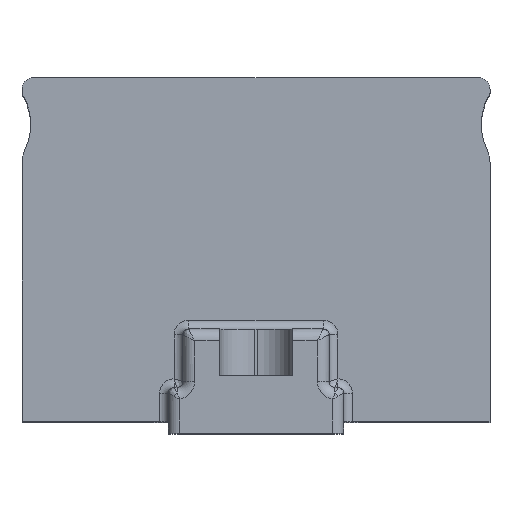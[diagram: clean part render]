
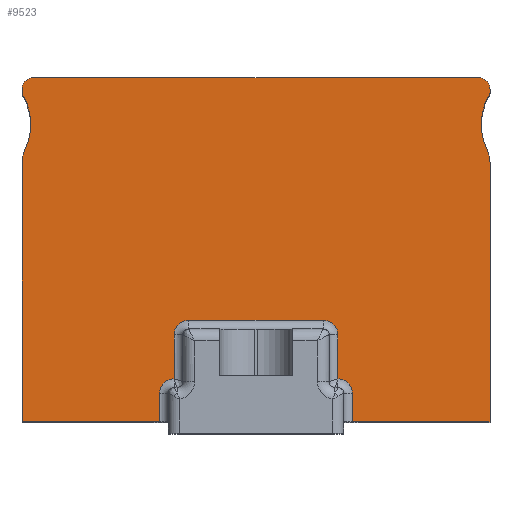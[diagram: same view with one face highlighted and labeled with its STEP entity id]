
A CAD part, top view. The second image highlights one B-rep face of the part: STEP entity #9523.
In plain terms, the highlighted planar face has unit normal (0, 0, 1).
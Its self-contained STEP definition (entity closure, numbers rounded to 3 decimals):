
#1814=CARTESIAN_POINT('',(-48.5,52.8,110.));
#1815=DIRECTION('',(0.,0.,-1.));
#1816=DIRECTION('',(0.857,0.515,0.));
#1817=AXIS2_PLACEMENT_3D('',#1814,#1815,#1816);
#1819=CARTESIAN_POINT('',(-39.5,58.208,110.));
#1820=DIRECTION('',(0.,0.,-1.));
#1821=DIRECTION('',(-0.857,-0.515,0.));
#1822=AXIS2_PLACEMENT_3D('',#1819,#1820,#1821);
#1824=DIRECTION('',(0.,1.,0.));
#1825=VECTOR('',#1824,0.592);
#1826=CARTESIAN_POINT('',(-40.,58.208,110.));
#1827=LINE('',#1826,#1825);
#1828=CARTESIAN_POINT('',(-38.,58.8,110.));
#1829=DIRECTION('',(0.,0.,-1.));
#1830=DIRECTION('',(-1.,0.,0.));
#1831=AXIS2_PLACEMENT_3D('',#1828,#1829,#1830);
#1833=DIRECTION('',(1.,0.,0.));
#1834=VECTOR('',#1833,76.);
#1835=CARTESIAN_POINT('',(-38.,60.8,110.));
#1836=LINE('',#1835,#1834);
#1837=CARTESIAN_POINT('',(38.,58.8,110.));
#1838=DIRECTION('',(0.,0.,-1.));
#1839=DIRECTION('',(0.,1.,0.));
#1840=AXIS2_PLACEMENT_3D('',#1837,#1838,#1839);
#1842=DIRECTION('',(0.,-1.,0.));
#1843=VECTOR('',#1842,0.592);
#1844=CARTESIAN_POINT('',(40.,58.8,110.));
#1845=LINE('',#1844,#1843);
#1846=CARTESIAN_POINT('',(39.5,58.208,110.));
#1847=DIRECTION('',(0.,0.,1.));
#1848=DIRECTION('',(0.857,-0.515,0.));
#1849=AXIS2_PLACEMENT_3D('',#1846,#1847,#1848);
#1851=CARTESIAN_POINT('',(48.5,52.8,110.));
#1852=DIRECTION('',(0.,0.,1.));
#1853=DIRECTION('',(-0.857,0.515,0.));
#1854=AXIS2_PLACEMENT_3D('',#1851,#1852,#1853);
#1856=CARTESIAN_POINT('',(35.,46.262,110.));
#1857=DIRECTION('',(0.,0.,1.));
#1858=DIRECTION('',(1.,0.,0.));
#1859=AXIS2_PLACEMENT_3D('',#1856,#1857,#1858);
#1861=DIRECTION('',(0.,-1.,0.));
#1862=VECTOR('',#1861,44.262);
#1863=CARTESIAN_POINT('',(40.,46.262,110.));
#1864=LINE('',#1863,#1862);
#1865=DIRECTION('',(-1.,0.,0.));
#1866=VECTOR('',#1865,23.5);
#1867=CARTESIAN_POINT('',(40.,2.,110.));
#1868=LINE('',#1867,#1866);
#1869=DIRECTION('',(0.,1.,0.));
#1870=VECTOR('',#1869,4.8);
#1871=CARTESIAN_POINT('',(16.5,2.,110.));
#1872=LINE('',#1871,#1870);
#1873=CARTESIAN_POINT('',(14.,6.8,110.));
#1874=DIRECTION('',(0.,0.,1.));
#1875=DIRECTION('',(1.,0.,0.));
#1876=AXIS2_PLACEMENT_3D('',#1873,#1874,#1875);
#1878=DIRECTION('',(0.,1.,0.));
#1879=VECTOR('',#1878,7.5);
#1880=CARTESIAN_POINT('',(14.,9.3,110.));
#1881=LINE('',#1880,#1879);
#1882=CARTESIAN_POINT('',(11.5,16.8,110.));
#1883=DIRECTION('',(0.,0.,1.));
#1884=DIRECTION('',(1.,0.,0.));
#1885=AXIS2_PLACEMENT_3D('',#1882,#1883,#1884);
#1887=DIRECTION('',(-1.,0.,0.));
#1888=VECTOR('',#1887,23.);
#1889=CARTESIAN_POINT('',(11.5,19.3,110.));
#1890=LINE('',#1889,#1888);
#1891=CARTESIAN_POINT('',(-11.5,16.8,110.));
#1892=DIRECTION('',(0.,0.,1.));
#1893=DIRECTION('',(0.,1.,0.));
#1894=AXIS2_PLACEMENT_3D('',#1891,#1892,#1893);
#1896=DIRECTION('',(0.,-1.,0.));
#1897=VECTOR('',#1896,7.5);
#1898=CARTESIAN_POINT('',(-14.,16.8,110.));
#1899=LINE('',#1898,#1897);
#1900=CARTESIAN_POINT('',(-14.,6.8,110.));
#1901=DIRECTION('',(0.,0.,1.));
#1902=DIRECTION('',(0.,1.,0.));
#1903=AXIS2_PLACEMENT_3D('',#1900,#1901,#1902);
#1905=DIRECTION('',(0.,-1.,0.));
#1906=VECTOR('',#1905,4.8);
#1907=CARTESIAN_POINT('',(-16.5,6.8,110.));
#1908=LINE('',#1907,#1906);
#1909=DIRECTION('',(-1.,0.,0.));
#1910=VECTOR('',#1909,23.5);
#1911=CARTESIAN_POINT('',(-16.5,2.,110.));
#1912=LINE('',#1911,#1910);
#1913=DIRECTION('',(0.,1.,0.));
#1914=VECTOR('',#1913,44.262);
#1915=CARTESIAN_POINT('',(-40.,2.,110.));
#1916=LINE('',#1915,#1914);
#1917=CARTESIAN_POINT('',(-35.,46.262,110.));
#1918=DIRECTION('',(0.,0.,-1.));
#1919=DIRECTION('',(-1.,0.,0.));
#1920=AXIS2_PLACEMENT_3D('',#1917,#1918,#1919);
#6320=CARTESIAN_POINT('',(-38.,60.8,110.));
#6321=CARTESIAN_POINT('',(38.,60.8,110.));
#6322=VERTEX_POINT('',#6320);
#6323=VERTEX_POINT('',#6321);
#6328=CARTESIAN_POINT('',(40.,2.,110.));
#6330=VERTEX_POINT('',#6328);
#6332=CARTESIAN_POINT('',(-40.,2.,110.));
#6334=VERTEX_POINT('',#6332);
#6384=CARTESIAN_POINT('',(-40.,58.8,110.));
#6385=VERTEX_POINT('',#6384);
#6386=CARTESIAN_POINT('',(40.,58.8,110.));
#6387=VERTEX_POINT('',#6386);
#6609=CARTESIAN_POINT('',(16.5,2.,110.));
#6610=CARTESIAN_POINT('',(16.5,6.8,110.));
#6611=VERTEX_POINT('',#6609);
#6612=VERTEX_POINT('',#6610);
#6613=CARTESIAN_POINT('',(14.,9.3,110.));
#6614=VERTEX_POINT('',#6613);
#6619=CARTESIAN_POINT('',(-14.,16.8,110.));
#6620=CARTESIAN_POINT('',(-14.,9.3,110.));
#6621=VERTEX_POINT('',#6619);
#6622=VERTEX_POINT('',#6620);
#6627=CARTESIAN_POINT('',(-11.5,19.3,110.));
#6628=VERTEX_POINT('',#6627);
#6631=CARTESIAN_POINT('',(11.5,19.3,110.));
#6632=VERTEX_POINT('',#6631);
#6635=CARTESIAN_POINT('',(14.,16.8,110.));
#6636=VERTEX_POINT('',#6635);
#6640=CARTESIAN_POINT('',(-16.5,6.8,110.));
#6641=CARTESIAN_POINT('',(-16.5,2.,110.));
#6642=VERTEX_POINT('',#6640);
#6643=VERTEX_POINT('',#6641);
#6651=CARTESIAN_POINT('',(39.929,57.951,110.));
#6652=CARTESIAN_POINT('',(39.5,48.441,110.));
#6653=VERTEX_POINT('',#6651);
#6654=VERTEX_POINT('',#6652);
#6679=CARTESIAN_POINT('',(40.,58.208,110.));
#6680=VERTEX_POINT('',#6679);
#6681=CARTESIAN_POINT('',(40.,46.262,110.));
#6682=VERTEX_POINT('',#6681);
#6719=CARTESIAN_POINT('',(-39.929,57.951,110.));
#6720=CARTESIAN_POINT('',(-39.5,48.441,110.));
#6721=VERTEX_POINT('',#6719);
#6722=VERTEX_POINT('',#6720);
#6747=CARTESIAN_POINT('',(-40.,46.262,110.));
#6748=VERTEX_POINT('',#6747);
#6749=CARTESIAN_POINT('',(-40.,58.208,110.));
#6750=VERTEX_POINT('',#6749);
#9471=CARTESIAN_POINT('',(0.,0.,110.));
#9472=DIRECTION('',(0.,0.,1.));
#9473=DIRECTION('',(1.,0.,0.));
#9474=AXIS2_PLACEMENT_3D('',#9471,#9472,#9473);
#9475=PLANE('',#9474);
#9477=ORIENTED_EDGE('',*,*,#9476,.F.);
#9479=ORIENTED_EDGE('',*,*,#9478,.T.);
#9481=ORIENTED_EDGE('',*,*,#9480,.T.);
#9483=ORIENTED_EDGE('',*,*,#9482,.T.);
#9485=ORIENTED_EDGE('',*,*,#9484,.T.);
#9487=ORIENTED_EDGE('',*,*,#9486,.T.);
#9489=ORIENTED_EDGE('',*,*,#9488,.T.);
#9491=ORIENTED_EDGE('',*,*,#9490,.F.);
#9493=ORIENTED_EDGE('',*,*,#9492,.T.);
#9495=ORIENTED_EDGE('',*,*,#9494,.F.);
#9497=ORIENTED_EDGE('',*,*,#9496,.T.);
#9498=ORIENTED_EDGE('',*,*,#9364,.T.);
#9500=ORIENTED_EDGE('',*,*,#9499,.T.);
#9502=ORIENTED_EDGE('',*,*,#9501,.T.);
#9504=ORIENTED_EDGE('',*,*,#9503,.T.);
#9506=ORIENTED_EDGE('',*,*,#9505,.T.);
#9508=ORIENTED_EDGE('',*,*,#9507,.T.);
#9510=ORIENTED_EDGE('',*,*,#9509,.T.);
#9512=ORIENTED_EDGE('',*,*,#9511,.T.);
#9514=ORIENTED_EDGE('',*,*,#9513,.T.);
#9516=ORIENTED_EDGE('',*,*,#9515,.T.);
#9517=ORIENTED_EDGE('',*,*,#9450,.T.);
#9518=ORIENTED_EDGE('',*,*,#9462,.T.);
#9520=ORIENTED_EDGE('',*,*,#9519,.T.);
#9521=EDGE_LOOP('',(#9477,#9479,#9481,#9483,#9485,#9487,#9489,#9491,#9493,#9495,
#9497,#9498,#9500,#9502,#9504,#9506,#9508,#9510,#9512,#9514,#9516,#9517,#9518,
#9520));
#9522=FACE_OUTER_BOUND('',#9521,.F.);
#9523=ADVANCED_FACE('',(#9522),#9475,.T.);
#1818=CIRCLE('',#1817,10.);
#1823=CIRCLE('',#1822,0.5);
#1832=CIRCLE('',#1831,2.);
#1841=CIRCLE('',#1840,2.);
#1850=CIRCLE('',#1849,0.5);
#1855=CIRCLE('',#1854,10.);
#1860=CIRCLE('',#1859,5.);
#1877=CIRCLE('',#1876,2.5);
#1886=CIRCLE('',#1885,2.5);
#1895=CIRCLE('',#1894,2.5);
#1904=CIRCLE('',#1903,2.5);
#1921=CIRCLE('',#1920,5.);
#9364=EDGE_CURVE('',#6330,#6611,#1868,.T.);
#9450=EDGE_CURVE('',#6643,#6334,#1912,.T.);
#9462=EDGE_CURVE('',#6334,#6748,#1916,.T.);
#9476=EDGE_CURVE('',#6721,#6722,#1818,.T.);
#9478=EDGE_CURVE('',#6721,#6750,#1823,.T.);
#9480=EDGE_CURVE('',#6750,#6385,#1827,.T.);
#9482=EDGE_CURVE('',#6385,#6322,#1832,.T.);
#9484=EDGE_CURVE('',#6322,#6323,#1836,.T.);
#9486=EDGE_CURVE('',#6323,#6387,#1841,.T.);
#9488=EDGE_CURVE('',#6387,#6680,#1845,.T.);
#9490=EDGE_CURVE('',#6653,#6680,#1850,.T.);
#9492=EDGE_CURVE('',#6653,#6654,#1855,.T.);
#9494=EDGE_CURVE('',#6682,#6654,#1860,.T.);
#9496=EDGE_CURVE('',#6682,#6330,#1864,.T.);
#9499=EDGE_CURVE('',#6611,#6612,#1872,.T.);
#9501=EDGE_CURVE('',#6612,#6614,#1877,.T.);
#9503=EDGE_CURVE('',#6614,#6636,#1881,.T.);
#9505=EDGE_CURVE('',#6636,#6632,#1886,.T.);
#9507=EDGE_CURVE('',#6632,#6628,#1890,.T.);
#9509=EDGE_CURVE('',#6628,#6621,#1895,.T.);
#9511=EDGE_CURVE('',#6621,#6622,#1899,.T.);
#9513=EDGE_CURVE('',#6622,#6642,#1904,.T.);
#9515=EDGE_CURVE('',#6642,#6643,#1908,.T.);
#9519=EDGE_CURVE('',#6748,#6722,#1921,.T.);
